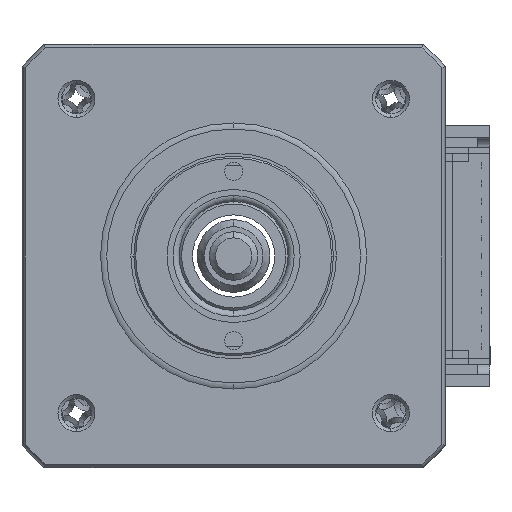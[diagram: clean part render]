
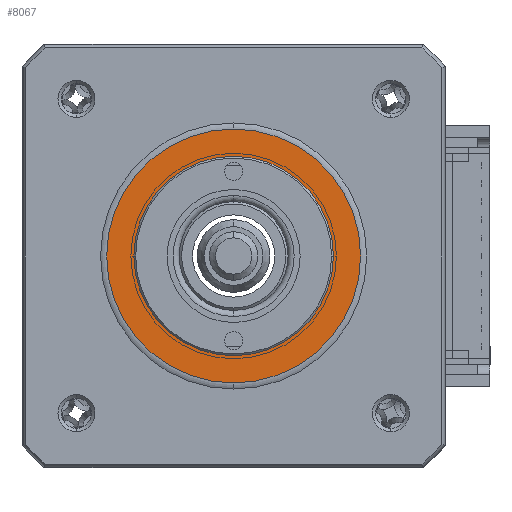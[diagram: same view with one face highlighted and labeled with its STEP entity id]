
A CAD part, left-side view. The second image highlights one B-rep face of the part: STEP entity #8067.
In plain terms, the highlighted planar face has unit normal (-1, 0, 0).
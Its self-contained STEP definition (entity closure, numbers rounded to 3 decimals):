
#90 = CARTESIAN_POINT ( 'NONE',  ( -18.8, 0., -10.5 ) ) ;
#258 = EDGE_CURVE ( 'NONE', #3210, #6482, #7095, .T. ) ;
#435 = VERTEX_POINT ( 'NONE', #90 ) ;
#752 = AXIS2_PLACEMENT_3D ( 'NONE', #2484, #2424, #2405 ) ;
#803 = FACE_OUTER_BOUND ( 'NONE', #9389, .T. ) ;
#1125 = DIRECTION ( 'NONE',  ( 0., 0., -1. ) ) ;
#1326 = CARTESIAN_POINT ( 'NONE',  ( -18.8, 0., 8.25 ) ) ;
#1790 = CIRCLE ( 'NONE', #7628, 10.5 ) ;
#2405 = DIRECTION ( 'NONE',  ( 0., 0., -1. ) ) ;
#2424 = DIRECTION ( 'NONE',  ( 1., 0., 0. ) ) ;
#2484 = CARTESIAN_POINT ( 'NONE',  ( -18.8, 0., 0. ) ) ;
#2660 = VERTEX_POINT ( 'NONE', #6721 ) ;
#2730 = CARTESIAN_POINT ( 'NONE',  ( -18.8, 0., 0. ) ) ;
#2802 = FACE_BOUND ( 'NONE', #4085, .T. ) ;
#2985 = DIRECTION ( 'NONE',  ( -1., 0., 0. ) ) ;
#3210 = VERTEX_POINT ( 'NONE', #1326 ) ;
#3433 = ORIENTED_EDGE ( 'NONE', *, *, #5775, .T. ) ;
#3505 = DIRECTION ( 'NONE',  ( 0., 0., -1. ) ) ;
#3793 = DIRECTION ( 'NONE',  ( -1., 0., 0. ) ) ;
#4085 = EDGE_LOOP ( 'NONE', ( #3433, #7263 ) ) ;
#4638 = AXIS2_PLACEMENT_3D ( 'NONE', #6273, #8373, #1125 ) ;
#4831 = CARTESIAN_POINT ( 'NONE',  ( -18.8, 0., -8.25 ) ) ;
#5007 = AXIS2_PLACEMENT_3D ( 'NONE', #7340, #2985, #8043 ) ;
#5576 = PLANE ( 'NONE',  #4638 ) ;
#5775 = EDGE_CURVE ( 'NONE', #6482, #3210, #9441, .T. ) ;
#5822 = ORIENTED_EDGE ( 'NONE', *, *, #5951, .T. ) ;
#5913 = AXIS2_PLACEMENT_3D ( 'NONE', #2730, #7827, #3505 ) ;
#5951 = EDGE_CURVE ( 'NONE', #435, #2660, #7664, .T. ) ;
#6049 = ORIENTED_EDGE ( 'NONE', *, *, #9147, .T. ) ;
#6273 = CARTESIAN_POINT ( 'NONE',  ( -18.8, 0., 0. ) ) ;
#6482 = VERTEX_POINT ( 'NONE', #4831 ) ;
#6721 = CARTESIAN_POINT ( 'NONE',  ( -18.8, 0., 10.5 ) ) ;
#7095 = CIRCLE ( 'NONE', #752, 8.25 ) ;
#7263 = ORIENTED_EDGE ( 'NONE', *, *, #258, .T. ) ;
#7340 = CARTESIAN_POINT ( 'NONE',  ( -18.8, 0., 0. ) ) ;
#7628 = AXIS2_PLACEMENT_3D ( 'NONE', #8076, #3793, #8796 ) ;
#7664 = CIRCLE ( 'NONE', #5007, 10.5 ) ;
#7827 = DIRECTION ( 'NONE',  ( 1., 0., 0. ) ) ;
#8043 = DIRECTION ( 'NONE',  ( 0., 0., -1. ) ) ;
#8067 = ADVANCED_FACE ( 'NONE', ( #2802, #803 ), #5576, .F. ) ;
#8076 = CARTESIAN_POINT ( 'NONE',  ( -18.8, 0., 0. ) ) ;
#8373 = DIRECTION ( 'NONE',  ( 1., 0., 0. ) ) ;
#8796 = DIRECTION ( 'NONE',  ( 0., 0., -1. ) ) ;
#9147 = EDGE_CURVE ( 'NONE', #2660, #435, #1790, .T. ) ;
#9389 = EDGE_LOOP ( 'NONE', ( #5822, #6049 ) ) ;
#9441 = CIRCLE ( 'NONE', #5913, 8.25 ) ;
